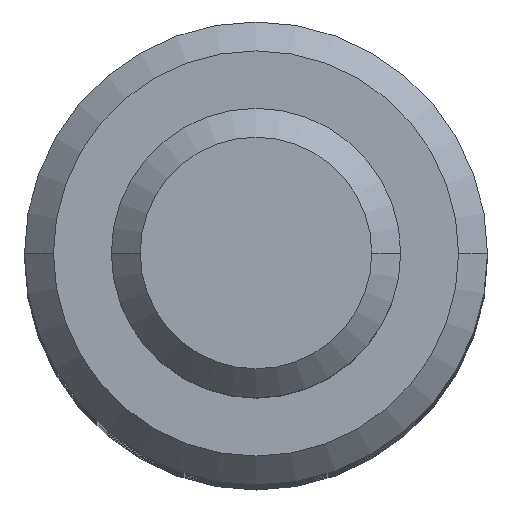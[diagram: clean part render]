
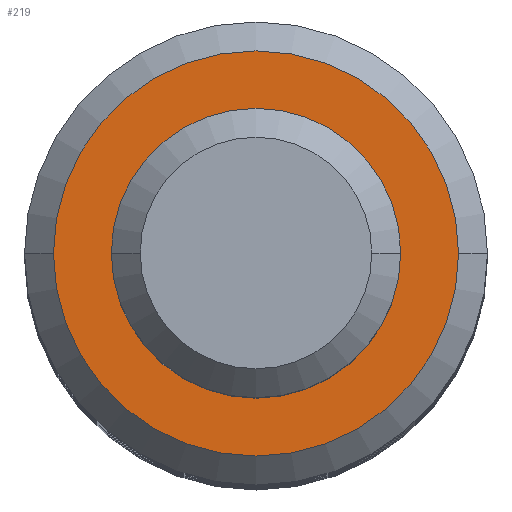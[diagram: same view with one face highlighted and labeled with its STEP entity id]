
A CAD part, top view. The second image highlights one B-rep face of the part: STEP entity #219.
In plain terms, the highlighted planar face has unit normal (0, 0, 1).
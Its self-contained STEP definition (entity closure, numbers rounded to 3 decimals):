
#219=ADVANCED_FACE('',(#448,#449),#450,.T.);
#448=FACE_BOUND('',#671,.T.);
#449=FACE_OUTER_BOUND('',#672,.T.);
#450=PLANE('',#673);
#671=EDGE_LOOP('',(#1184,#1185));
#672=EDGE_LOOP('',(#1186,#1187));
#673=AXIS2_PLACEMENT_3D('',#1188,#1189,#1190);
#1184=ORIENTED_EDGE('',*,*,#1398,.T.);
#1185=ORIENTED_EDGE('',*,*,#1401,.T.);
#1186=ORIENTED_EDGE('',*,*,#1235,.F.);
#1187=ORIENTED_EDGE('',*,*,#1394,.F.);
#1188=CARTESIAN_POINT('',(85.0,55.0,100.0));
#1189=DIRECTION('',(0.0,0.0,1.0));
#1190=DIRECTION('',(1.0,0.0,0.0));
#1235=EDGE_CURVE('',#1452,#1450,#1454,.T.);
#1394=EDGE_CURVE('',#1450,#1452,#1673,.T.);
#1398=EDGE_CURVE('',#1675,#1677,#1679,.T.);
#1401=EDGE_CURVE('',#1677,#1675,#1682,.T.);
#1450=VERTEX_POINT('',#1741);
#1452=VERTEX_POINT('',#1744);
#1454=CIRCLE('',#1747,7.0);
#1673=CIRCLE('',#1998,7.0);
#1675=VERTEX_POINT('',#2000);
#1677=VERTEX_POINT('',#2003);
#1679=CIRCLE('',#2006,5.0);
#1682=CIRCLE('',#2009,5.0);
#1741=CARTESIAN_POINT('',(78.0,55.0,100.0));
#1744=CARTESIAN_POINT('',(92.0,55.0,100.0));
#1747=AXIS2_PLACEMENT_3D('',#2054,#2055,#2056);
#1998=AXIS2_PLACEMENT_3D('',#2299,#2300,#2301);
#2000=CARTESIAN_POINT('',(90.0,55.0,100.0));
#2003=CARTESIAN_POINT('',(80.0,55.0,100.0));
#2006=AXIS2_PLACEMENT_3D('',#2304,#2305,#2306);
#2009=AXIS2_PLACEMENT_3D('',#2307,#2308,#2309);
#2054=CARTESIAN_POINT('',(85.0,55.0,100.0));
#2055=DIRECTION('',(-0.0,0.0,-1.0));
#2056=DIRECTION('',(-1.0,0.0,0.0));
#2299=CARTESIAN_POINT('',(85.0,55.0,100.0));
#2300=DIRECTION('',(-0.0,0.0,-1.0));
#2301=DIRECTION('',(-1.0,0.0,0.0));
#2304=CARTESIAN_POINT('',(85.0,55.0,100.0));
#2305=DIRECTION('',(0.0,0.0,-1.0));
#2306=DIRECTION('',(1.0,0.0,0.0));
#2307=CARTESIAN_POINT('',(85.0,55.0,100.0));
#2308=DIRECTION('',(0.0,0.0,-1.0));
#2309=DIRECTION('',(1.0,0.0,0.0));
